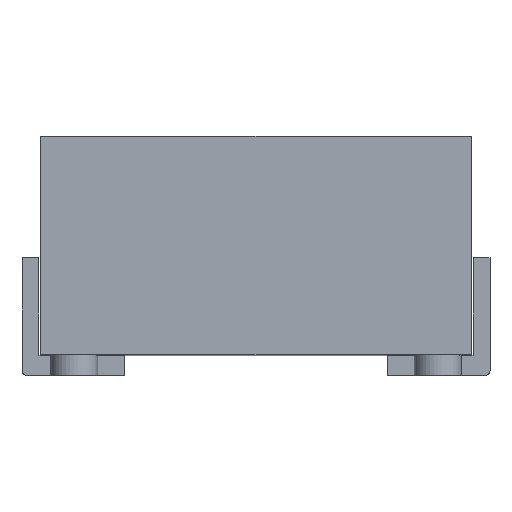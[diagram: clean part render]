
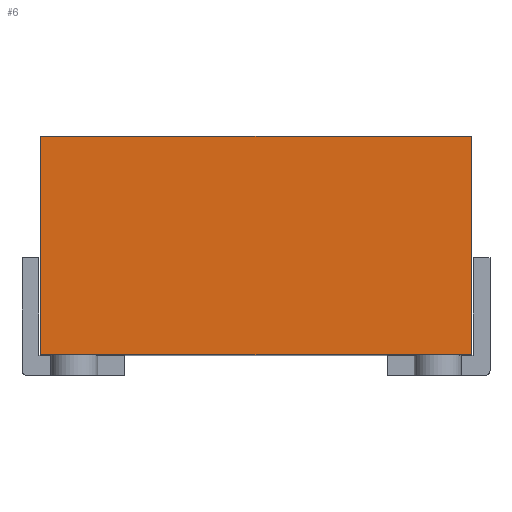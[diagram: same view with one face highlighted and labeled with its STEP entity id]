
A CAD part, top view. The second image highlights one B-rep face of the part: STEP entity #6.
In plain terms, the highlighted planar face has unit normal (0, 0, 1).
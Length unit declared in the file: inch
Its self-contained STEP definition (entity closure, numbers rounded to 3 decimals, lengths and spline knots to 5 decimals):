
#6 = ADVANCED_FACE ( 'NONE', ( #1351 ), #495, .F. ) ;
#23 = VECTOR ( 'NONE', #1120, 39.37008 ) ;
#46 = ORIENTED_EDGE ( 'NONE', *, *, #71, .F. ) ;
#61 = ORIENTED_EDGE ( 'NONE', *, *, #1312, .T. ) ;
#71 = EDGE_CURVE ( 'NONE', #332, #517, #1050, .T. ) ;
#116 = CARTESIAN_POINT ( 'NONE',  ( -0.25197, 0.13976, 0.13583 ) ) ;
#138 = CARTESIAN_POINT ( 'NONE',  ( -0.25197, 0.13976, 0.13583 ) ) ;
#182 = DIRECTION ( 'NONE',  ( 0., 0., -1. ) ) ;
#258 = LINE ( 'NONE', #981, #653 ) ;
#295 = CARTESIAN_POINT ( 'NONE',  ( -0.25197, 0.13976, 0.13583 ) ) ;
#304 = VECTOR ( 'NONE', #723, 39.37008 ) ;
#332 = VERTEX_POINT ( 'NONE', #1276 ) ;
#410 = CARTESIAN_POINT ( 'NONE',  ( -0.25197, -0.11614, 0.13583 ) ) ;
#494 = LINE ( 'NONE', #410, #23 ) ;
#495 = PLANE ( 'NONE',  #928 ) ;
#517 = VERTEX_POINT ( 'NONE', #790 ) ;
#606 = VERTEX_POINT ( 'NONE', #116 ) ;
#653 = VECTOR ( 'NONE', #1083, 39.37008 ) ;
#686 = EDGE_CURVE ( 'NONE', #606, #332, #1281, .T. ) ;
#723 = DIRECTION ( 'NONE',  ( 0., -1., 0. ) ) ;
#741 = DIRECTION ( 'NONE',  ( 1., 0., 0. ) ) ;
#790 = CARTESIAN_POINT ( 'NONE',  ( 0.25197, -0.11614, 0.13583 ) ) ;
#928 = AXIS2_PLACEMENT_3D ( 'NONE', #295, #182, #1334 ) ;
#946 = VERTEX_POINT ( 'NONE', #1198 ) ;
#966 = ORIENTED_EDGE ( 'NONE', *, *, #686, .F. ) ;
#981 = CARTESIAN_POINT ( 'NONE',  ( -0.25197, 0.13976, 0.13583 ) ) ;
#1050 = LINE ( 'NONE', #1283, #304 ) ;
#1083 = DIRECTION ( 'NONE',  ( 0., -1., 0. ) ) ;
#1116 = VECTOR ( 'NONE', #741, 39.37008 ) ;
#1120 = DIRECTION ( 'NONE',  ( 1., 0., 0. ) ) ;
#1169 = EDGE_CURVE ( 'NONE', #606, #946, #258, .T. ) ;
#1196 = ORIENTED_EDGE ( 'NONE', *, *, #1169, .T. ) ;
#1198 = CARTESIAN_POINT ( 'NONE',  ( -0.25197, -0.11614, 0.13583 ) ) ;
#1242 = EDGE_LOOP ( 'NONE', ( #61, #46, #966, #1196 ) ) ;
#1276 = CARTESIAN_POINT ( 'NONE',  ( 0.25197, 0.13976, 0.13583 ) ) ;
#1281 = LINE ( 'NONE', #138, #1116 ) ;
#1283 = CARTESIAN_POINT ( 'NONE',  ( 0.25197, 0.13976, 0.13583 ) ) ;
#1312 = EDGE_CURVE ( 'NONE', #946, #517, #494, .T. ) ;
#1334 = DIRECTION ( 'NONE',  ( 0., 1., 0. ) ) ;
#1351 = FACE_OUTER_BOUND ( 'NONE', #1242, .T. ) ;
